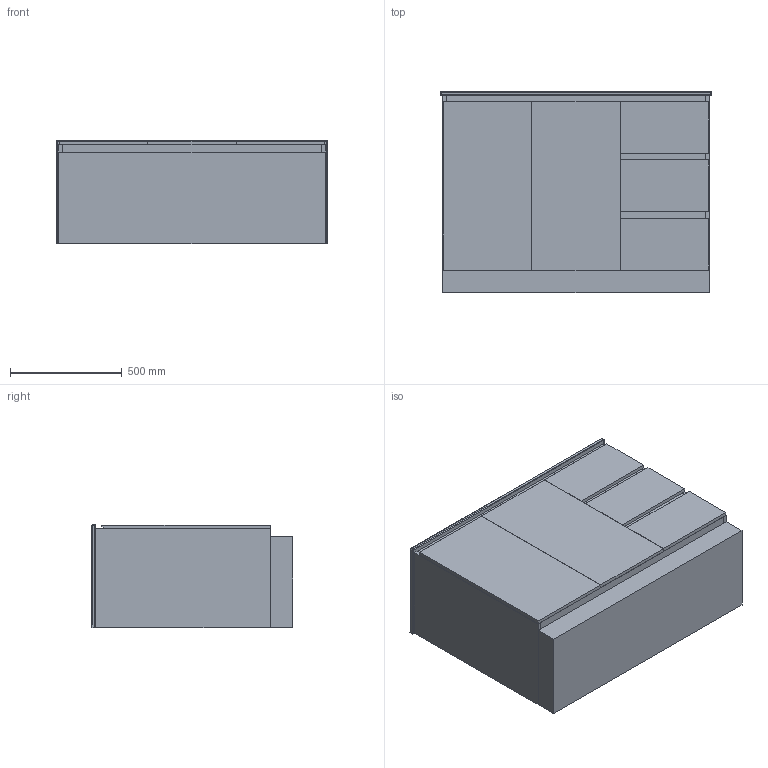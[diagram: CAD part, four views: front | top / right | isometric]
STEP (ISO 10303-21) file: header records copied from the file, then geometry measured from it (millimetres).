
FILE_DESCRIPTION (( 'STEP AP214' ), '1' );
FILE_NAME ('FD Ceramic 1200D WK ASSEM.STEP', '2019-03-06T04:54:29', ( '' ), ( '' ), 'SwSTEP 2.0', 'SolidWorks 2015', '' );
FILE_SCHEMA (( 'AUTOMOTIVE_DESIGN' ));
Length unit declared in the file: millimetre
Products named in the file (5): 1200D Spirit top ASSEM; FD Ceramic 1200D WK ASSEM; CERAMIC OVERFLOW COVER; 1200D Spirit top; FD Ceramic 1200D WK
Assembly tree (5 placements, depth 3):
  FD Ceramic 1200D WK ASSEM
    FD Ceramic 1200D WK
    1200D Spirit top ASSEM
      1200D Spirit top
      CERAMIC OVERFLOW COVER  x2
Bounding box: 1210 x 899.1 x 460 mm (x, y, z)
Volume: 121712513.1 mm3; surface area: 10896676.2 mm2
Topology: 14 solids, 14 shells, 240 faces, 532 edges, 314 vertices
Faces by surface type: plane 152, cylinder 48, sphere 16, torus 14, bspline 10
Entity records: 6268 total; most frequent: CARTESIAN_POINT 1355, DIRECTION 918, ORIENTED_EDGE 860, EDGE_CURVE 430, AXIS2_PLACEMENT_3D 308, VECTOR 302, LINE 302, VERTEX_POINT 261
